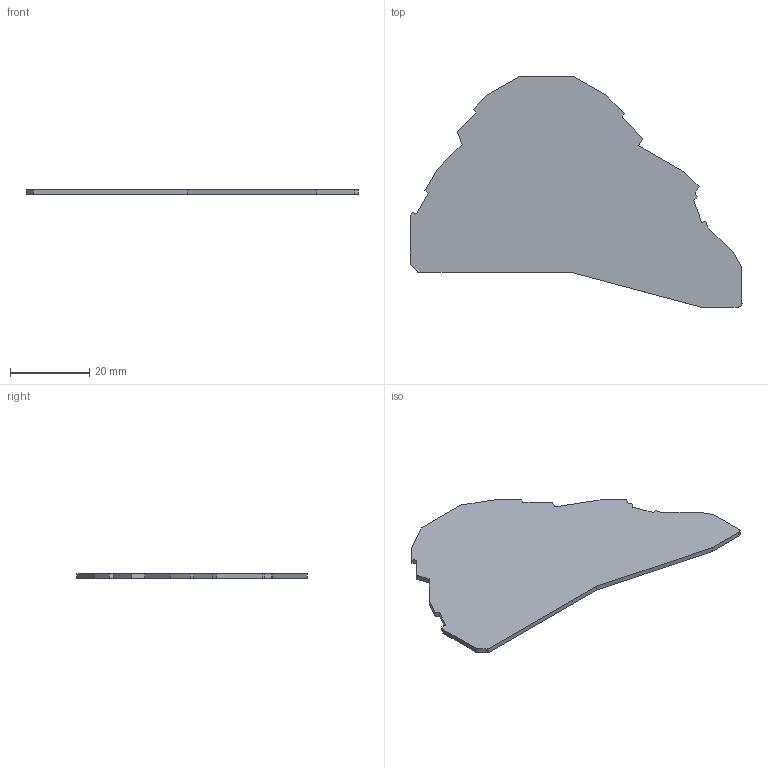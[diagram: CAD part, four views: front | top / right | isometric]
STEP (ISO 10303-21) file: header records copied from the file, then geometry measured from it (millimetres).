
FILE_DESCRIPTION (( 'STEP AP214' ), '1' );
FILE_NAME ('446299_NPP-YBK 2,5-2FT_Grey.STP', '2013-11-15T11:52:39', ( 'arge' ), ( 'Microsoft' ), 'SwSTEP 2.0', 'SolidWorks 2013', '' );
FILE_SCHEMA (( 'AUTOMOTIVE_DESIGN' ));
Length unit declared in the file: millimetre
Products named in the file (1): 446299_NPP-YBK 2,5-2FT_Grey
Bounding box: 83.75 x 58.03 x 1.2 mm (x, y, z)
Volume: 3692.8 mm3; surface area: 6445.1 mm2
Topology: 1 solids, 1 shells, 38 faces, 108 edges, 72 vertices
Faces by surface type: plane 35, cylinder 3
Entity records: 1670 total; most frequent: CARTESIAN_POINT 219, ORIENTED_EDGE 216, DIRECTION 192, EDGE_CURVE 108, LINE 102, VECTOR 102, VERTEX_POINT 72, AXIS2_PLACEMENT_3D 45
